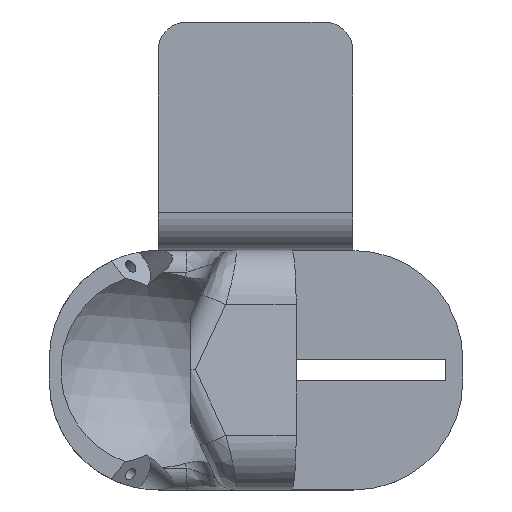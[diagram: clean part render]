
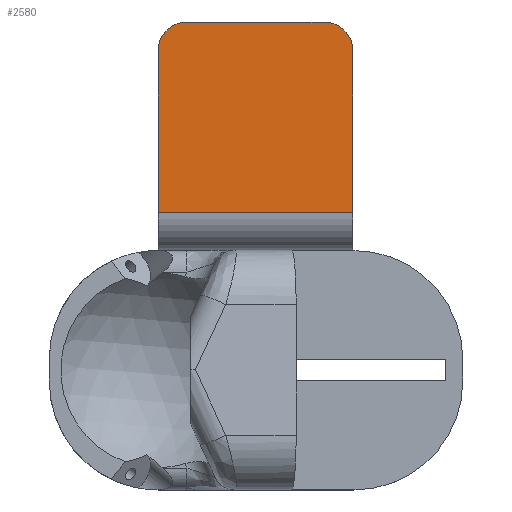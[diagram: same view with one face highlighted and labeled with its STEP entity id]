
A CAD part, top view. The second image highlights one B-rep face of the part: STEP entity #2580.
In plain terms, the highlighted planar face has unit normal (0, 0, 1).
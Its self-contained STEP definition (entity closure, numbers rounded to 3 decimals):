
#190=CIRCLE('',#2810,2.65);
#191=CIRCLE('',#2813,2.65);
#322=FACE_OUTER_BOUND('',#483,.T.);
#483=EDGE_LOOP('',(#2223,#2224,#2225,#2226,#2227,#2228));
#618=LINE('',#4194,#875);
#626=LINE('',#4211,#883);
#709=LINE('',#4386,#966);
#712=LINE('',#4394,#969);
#875=VECTOR('',#3279,10.);
#883=VECTOR('',#3291,10.);
#966=VECTOR('',#3446,10.);
#969=VECTOR('',#3455,10.);
#1157=VERTEX_POINT('',#4191);
#1158=VERTEX_POINT('',#4193);
#1165=VERTEX_POINT('',#4209);
#1221=VERTEX_POINT('',#4385);
#1222=VERTEX_POINT('',#4389);
#1223=VERTEX_POINT('',#4393);
#1463=EDGE_CURVE('',#1157,#1158,#618,.T.);
#1472=EDGE_CURVE('',#1157,#1165,#626,.T.);
#1557=EDGE_CURVE('',#1221,#1158,#709,.T.);
#1559=EDGE_CURVE('',#1222,#1221,#190,.T.);
#1561=EDGE_CURVE('',#1223,#1222,#712,.T.);
#1563=EDGE_CURVE('',#1165,#1223,#191,.T.);
#2223=ORIENTED_EDGE('',*,*,#1463,.F.);
#2224=ORIENTED_EDGE('',*,*,#1472,.T.);
#2225=ORIENTED_EDGE('',*,*,#1563,.T.);
#2226=ORIENTED_EDGE('',*,*,#1561,.T.);
#2227=ORIENTED_EDGE('',*,*,#1559,.T.);
#2228=ORIENTED_EDGE('',*,*,#1557,.T.);
#2439=PLANE('',#2814);
#2580=ADVANCED_FACE('',(#322),#2439,.T.);
#2810=AXIS2_PLACEMENT_3D('',#4390,#3450,#3451);
#2813=AXIS2_PLACEMENT_3D('',#4397,#3459,#3460);
#2814=AXIS2_PLACEMENT_3D('',#4398,#3461,#3462);
#3279=DIRECTION('',(-1.,0.,0.));
#3291=DIRECTION('',(0.,1.,0.));
#3446=DIRECTION('',(0.,-1.,0.));
#3450=DIRECTION('center_axis',(0.,0.,1.));
#3451=DIRECTION('ref_axis',(0.,1.,0.));
#3455=DIRECTION('',(-1.,0.,0.));
#3459=DIRECTION('center_axis',(0.,0.,1.));
#3460=DIRECTION('ref_axis',(1.,0.,0.));
#3461=DIRECTION('center_axis',(0.,0.,1.));
#3462=DIRECTION('ref_axis',(1.,0.,0.));
#4191=CARTESIAN_POINT('',(8.976,42.739,3.5));
#4193=CARTESIAN_POINT('',(-8.924,42.739,3.5));
#4194=CARTESIAN_POINT('',(-4.449,42.739,3.5));
#4209=CARTESIAN_POINT('',(8.976,57.589,3.5));
#4211=CARTESIAN_POINT('',(8.976,57.589,3.5));
#4385=CARTESIAN_POINT('',(-8.924,57.589,3.5));
#4386=CARTESIAN_POINT('',(-8.924,39.239,3.5));
#4389=CARTESIAN_POINT('',(-6.274,60.239,3.5));
#4390=CARTESIAN_POINT('Origin',(-6.274,57.589,3.5));
#4393=CARTESIAN_POINT('',(6.326,60.239,3.5));
#4394=CARTESIAN_POINT('',(-6.274,60.239,3.5));
#4397=CARTESIAN_POINT('Origin',(6.326,57.589,3.5));
#4398=CARTESIAN_POINT('Origin',(0.026,49.739,3.5));
